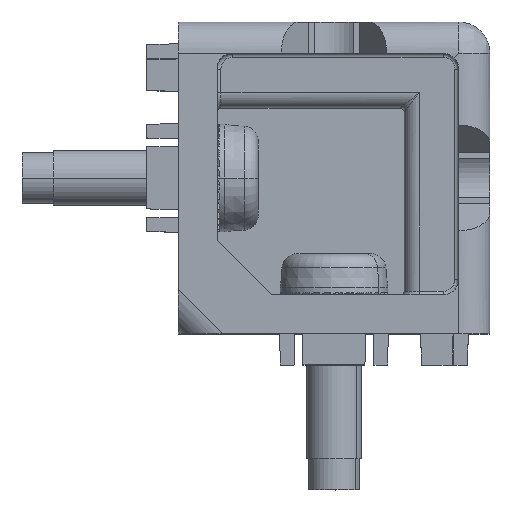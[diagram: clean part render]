
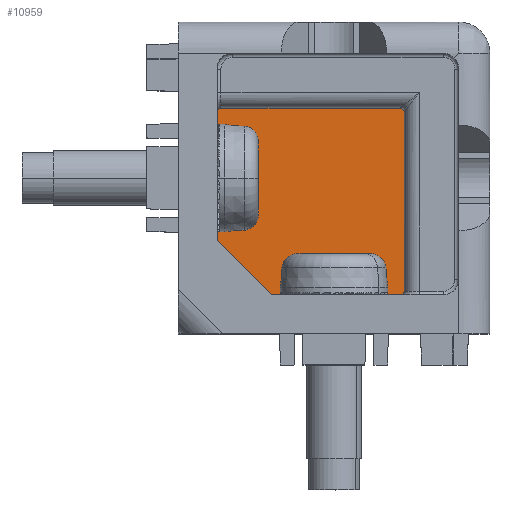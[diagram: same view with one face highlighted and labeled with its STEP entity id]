
A CAD part, top view. The second image highlights one B-rep face of the part: STEP entity #10959.
In plain terms, the highlighted planar face has unit normal (0, 0, 1).
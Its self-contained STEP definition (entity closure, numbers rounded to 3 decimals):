
#44 = AXIS2_PLACEMENT_3D ( 'NONE', #13204, #6306, #10040 ) ;
#236 = DIRECTION ( 'NONE',  ( 0., 0., 1. ) ) ;
#310 = PLANE ( 'NONE',  #5738 ) ;
#507 = VECTOR ( 'NONE', #11430, 1000. ) ;
#929 = CARTESIAN_POINT ( 'NONE',  ( 8.5, -14.5, -15. ) ) ;
#1670 = LINE ( 'NONE', #10268, #13784 ) ;
#1751 = ORIENTED_EDGE ( 'NONE', *, *, #7274, .T. ) ;
#1820 = DIRECTION ( 'NONE',  ( 0., -1., 0. ) ) ;
#1962 = LINE ( 'NONE', #9809, #2177 ) ;
#2049 = LINE ( 'NONE', #6518, #7753 ) ;
#2073 = EDGE_CURVE ( 'NONE', #13143, #5631, #4975, .T. ) ;
#2140 = VERTEX_POINT ( 'NONE', #2934 ) ;
#2155 = AXIS2_PLACEMENT_3D ( 'NONE', #929, #7455, #7518 ) ;
#2177 = VECTOR ( 'NONE', #9742, 1000. ) ;
#2241 = EDGE_CURVE ( 'NONE', #8112, #4462, #10580, .T. ) ;
#2503 = CARTESIAN_POINT ( 'NONE',  ( 0., 0., -15. ) ) ;
#2647 = FACE_OUTER_BOUND ( 'NONE', #5628, .T. ) ;
#2683 = CARTESIAN_POINT ( 'NONE',  ( -20., -20., -15. ) ) ;
#2688 = VECTOR ( 'NONE', #14138, 1000. ) ;
#2735 = ORIENTED_EDGE ( 'NONE', *, *, #10073, .T. ) ;
#2780 = EDGE_CURVE ( 'NONE', #14266, #2140, #11137, .T. ) ;
#2889 = ORIENTED_EDGE ( 'NONE', *, *, #2073, .T. ) ;
#2934 = CARTESIAN_POINT ( 'NONE',  ( 9., 8.5, -15. ) ) ;
#3065 = LINE ( 'NONE', #13122, #14336 ) ;
#3155 = EDGE_CURVE ( 'NONE', #13735, #14266, #10835, .T. ) ;
#3234 = AXIS2_PLACEMENT_3D ( 'NONE', #7424, #4118, #6462 ) ;
#3282 = CARTESIAN_POINT ( 'NONE',  ( 20., -20., -15. ) ) ;
#3534 = ORIENTED_EDGE ( 'NONE', *, *, #2241, .T. ) ;
#3555 = CARTESIAN_POINT ( 'NONE',  ( -15., 8.5, -15. ) ) ;
#4118 = DIRECTION ( 'NONE',  ( 0., 0., 1. ) ) ;
#4253 = VECTOR ( 'NONE', #6074, 1000. ) ;
#4289 = CARTESIAN_POINT ( 'NONE',  ( 5., -20., -15. ) ) ;
#4459 = VERTEX_POINT ( 'NONE', #13392 ) ;
#4462 = VERTEX_POINT ( 'NONE', #3555 ) ;
#4486 = VECTOR ( 'NONE', #8858, 1000. ) ;
#4679 = CARTESIAN_POINT ( 'NONE',  ( 9., -14.5, -15. ) ) ;
#4975 = LINE ( 'NONE', #5937, #4253 ) ;
#5091 = EDGE_CURVE ( 'NONE', #2140, #4459, #8155, .T. ) ;
#5261 = CARTESIAN_POINT ( 'NONE',  ( 9., 0., -15. ) ) ;
#5384 = EDGE_CURVE ( 'NONE', #5631, #11837, #1670, .T. ) ;
#5466 = EDGE_CURVE ( 'NONE', #11921, #13735, #3065, .T. ) ;
#5628 = EDGE_LOOP ( 'NONE', ( #1751, #14468, #13164, #13358, #7400, #14332, #14072, #3534, #2735, #2889, #7296 ) ) ;
#5631 = VERTEX_POINT ( 'NONE', #6716 ) ;
#5738 = AXIS2_PLACEMENT_3D ( 'NONE', #2503, #236, #11457 ) ;
#5937 = CARTESIAN_POINT ( 'NONE',  ( 0., 5., -15. ) ) ;
#6074 = DIRECTION ( 'NONE',  ( -1., 0., 0. ) ) ;
#6306 = DIRECTION ( 'NONE',  ( 0., 0., 1. ) ) ;
#6462 = DIRECTION ( 'NONE',  ( -1., 0., 0. ) ) ;
#6518 = CARTESIAN_POINT ( 'NONE',  ( -15., 0., -15. ) ) ;
#6716 = CARTESIAN_POINT ( 'NONE',  ( -20., 5., -15. ) ) ;
#7274 = EDGE_CURVE ( 'NONE', #11837, #10325, #13414, .T. ) ;
#7296 = ORIENTED_EDGE ( 'NONE', *, *, #5384, .T. ) ;
#7400 = ORIENTED_EDGE ( 'NONE', *, *, #2780, .T. ) ;
#7424 = CARTESIAN_POINT ( 'NONE',  ( 8.5, 8.5, -15. ) ) ;
#7455 = DIRECTION ( 'NONE',  ( 0., 0., 1. ) ) ;
#7518 = DIRECTION ( 'NONE',  ( -1., 0., 0. ) ) ;
#7753 = VECTOR ( 'NONE', #14385, 1000. ) ;
#8112 = VERTEX_POINT ( 'NONE', #12615 ) ;
#8155 = CIRCLE ( 'NONE', #3234, 0.5 ) ;
#8583 = DIRECTION ( 'NONE',  ( 1., 0., 0. ) ) ;
#8687 = EDGE_CURVE ( 'NONE', #10325, #11921, #1962, .T. ) ;
#8858 = DIRECTION ( 'NONE',  ( 0., 1., 0. ) ) ;
#9650 = CARTESIAN_POINT ( 'NONE',  ( 0., 9., -15. ) ) ;
#9742 = DIRECTION ( 'NONE',  ( 0., 1., 0. ) ) ;
#9809 = CARTESIAN_POINT ( 'NONE',  ( 5., 0., -15. ) ) ;
#10040 = DIRECTION ( 'NONE',  ( -1., 0., 0. ) ) ;
#10073 = EDGE_CURVE ( 'NONE', #4462, #13143, #2049, .T. ) ;
#10268 = CARTESIAN_POINT ( 'NONE',  ( -20., -20., -15. ) ) ;
#10325 = VERTEX_POINT ( 'NONE', #4289 ) ;
#10341 = EDGE_CURVE ( 'NONE', #4459, #8112, #10753, .T. ) ;
#10580 = CIRCLE ( 'NONE', #44, 0.5 ) ;
#10753 = LINE ( 'NONE', #9650, #2688 ) ;
#10835 = CIRCLE ( 'NONE', #2155, 0.5 ) ;
#10959 = ADVANCED_FACE ( 'NONE', ( #2647 ), #310, .T. ) ;
#11137 = LINE ( 'NONE', #5261, #4486 ) ;
#11238 = CARTESIAN_POINT ( 'NONE',  ( 8.5, -15., -15. ) ) ;
#11268 = CARTESIAN_POINT ( 'NONE',  ( -15., 5., -15. ) ) ;
#11430 = DIRECTION ( 'NONE',  ( 1., 0., 0. ) ) ;
#11457 = DIRECTION ( 'NONE',  ( 1., 0., 0. ) ) ;
#11837 = VERTEX_POINT ( 'NONE', #2683 ) ;
#11921 = VERTEX_POINT ( 'NONE', #14284 ) ;
#12615 = CARTESIAN_POINT ( 'NONE',  ( -14.5, 9., -15. ) ) ;
#13122 = CARTESIAN_POINT ( 'NONE',  ( 0., -15., -15. ) ) ;
#13143 = VERTEX_POINT ( 'NONE', #11268 ) ;
#13164 = ORIENTED_EDGE ( 'NONE', *, *, #5466, .T. ) ;
#13204 = CARTESIAN_POINT ( 'NONE',  ( -14.5, 8.5, -15. ) ) ;
#13358 = ORIENTED_EDGE ( 'NONE', *, *, #3155, .T. ) ;
#13392 = CARTESIAN_POINT ( 'NONE',  ( 8.5, 9., -15. ) ) ;
#13414 = LINE ( 'NONE', #3282, #507 ) ;
#13735 = VERTEX_POINT ( 'NONE', #11238 ) ;
#13784 = VECTOR ( 'NONE', #1820, 1000. ) ;
#14072 = ORIENTED_EDGE ( 'NONE', *, *, #10341, .T. ) ;
#14138 = DIRECTION ( 'NONE',  ( -1., 0., 0. ) ) ;
#14266 = VERTEX_POINT ( 'NONE', #4679 ) ;
#14284 = CARTESIAN_POINT ( 'NONE',  ( 5., -15., -15. ) ) ;
#14332 = ORIENTED_EDGE ( 'NONE', *, *, #5091, .T. ) ;
#14336 = VECTOR ( 'NONE', #8583, 1000. ) ;
#14385 = DIRECTION ( 'NONE',  ( 0., -1., 0. ) ) ;
#14468 = ORIENTED_EDGE ( 'NONE', *, *, #8687, .T. ) ;
